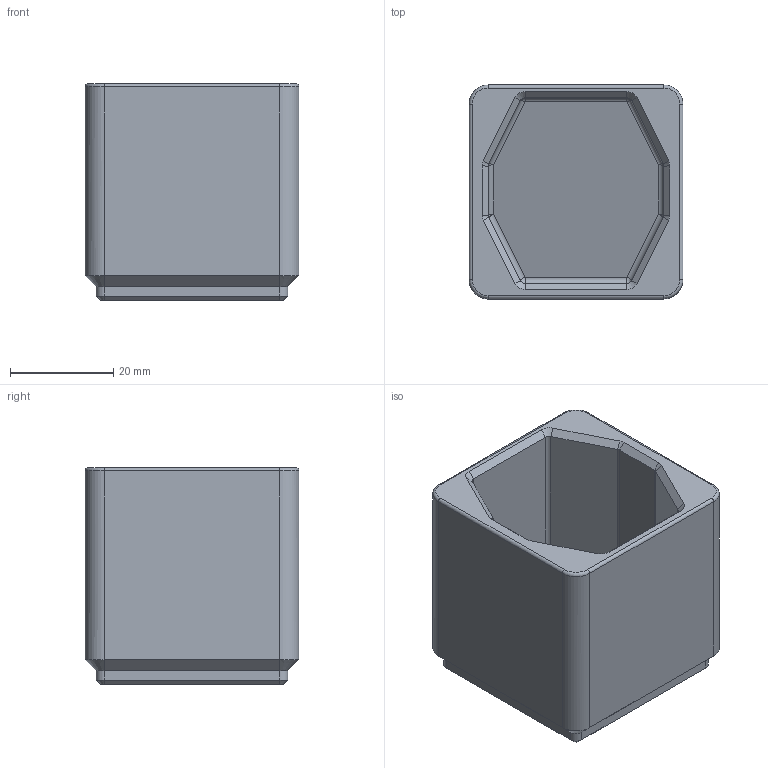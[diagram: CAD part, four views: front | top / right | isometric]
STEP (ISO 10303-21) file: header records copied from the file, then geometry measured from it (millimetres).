
FILE_DESCRIPTION(('FreeCAD Model'),'2;1');
FILE_NAME('Open CASCADE Shape Model','2023-05-07T15:33:34',(''),(''), 'Open CASCADE STEP processor 7.6','FreeCAD','Unknown');
FILE_SCHEMA(('AUTOMOTIVE_DESIGN { 1 0 10303 214 1 1 1 1 }'));
Length unit declared in the file: millimetre
Products named in the file (1): holder
Bounding box: 41.5 x 41.5 x 42 mm (x, y, z)
Volume: 33526.2 mm3; surface area: 14021.8 mm2
Topology: 1 solids, 1 shells, 122 faces, 276 edges, 157 vertices
Faces by surface type: cylinder 47, plane 43, cone 20, sphere 8, torus 4
Full cylindrical faces by diameter (mm): 3 x1
Entity records: 7417 total; most frequent: CARTESIAN_POINT 1555, DIRECTION 1075, ORIENTED_EDGE 542, PCURVE 542, DEFINITIONAL_REPRESENTATION 542, LINE 523, VECTOR 523, EDGE_CURVE 271
